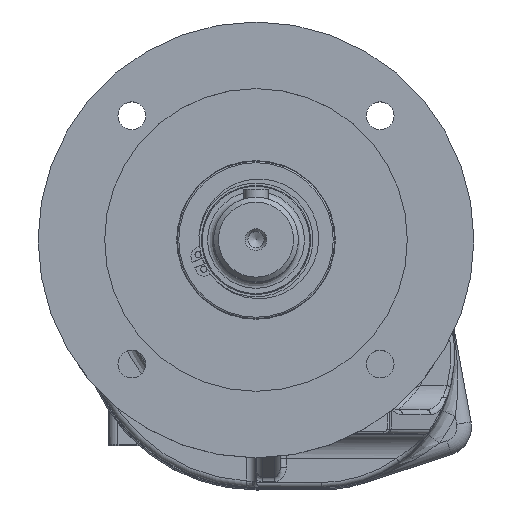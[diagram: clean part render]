
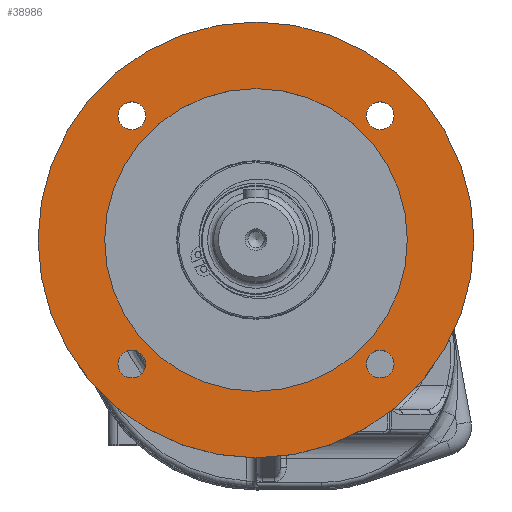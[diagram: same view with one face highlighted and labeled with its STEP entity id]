
A CAD part, top view. The second image highlights one B-rep face of the part: STEP entity #38986.
In plain terms, the highlighted planar face has unit normal (0, 0, 1).
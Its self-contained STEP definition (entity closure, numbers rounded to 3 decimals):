
#38911=CARTESIAN_POINT('',(0.,78.08,200.4));
#38912=VERTEX_POINT('',#38911);
#38913=CARTESIAN_POINT('',(0.,15.58,200.4));
#38914=DIRECTION('',(0.0,0.0,-1.0));
#38915=DIRECTION('',(0.0,1.0,0.0));
#38916=AXIS2_PLACEMENT_3D('',#38913,#38914,#38915);
#38917=CIRCLE('',#38916,62.5);
#38918=EDGE_CURVE('',#38912,#38912,#38917,.T.);
#38923=CARTESIAN_POINT('',(0.,91.83,200.4));
#38924=DIRECTION('',(0.0,0.0,-1.0));
#38925=DIRECTION('',(-1.0,0.0,0.0));
#38926=AXIS2_PLACEMENT_3D('',#38923,#38924,#38925);
#38927=PLANE('',#38926);
#38928=CARTESIAN_POINT('',(0.,105.58,200.4));
#38929=VERTEX_POINT('',#38928);
#38930=CARTESIAN_POINT('',(0.,15.58,200.4));
#38931=DIRECTION('',(0.0,0.0,-1.0));
#38932=DIRECTION('',(0.0,1.0,0.0));
#38933=AXIS2_PLACEMENT_3D('',#38930,#38931,#38932);
#38934=CIRCLE('',#38933,90.);
#38935=EDGE_CURVE('',#38929,#38929,#38934,.T.);
#38936=ORIENTED_EDGE('',*,*,#38935,.F.);
#38937=EDGE_LOOP('',(#38936));
#38938=FACE_OUTER_BOUND('',#38937,.T.);
#38939=CARTESIAN_POINT('',(51.265,-41.435,200.4));
#38940=VERTEX_POINT('',#38939);
#38941=CARTESIAN_POINT('',(51.265,-35.685,200.4));
#38942=DIRECTION('',(0.0,0.0,-1.0));
#38943=DIRECTION('',(0.0,1.0,0.0));
#38944=AXIS2_PLACEMENT_3D('',#38941,#38942,#38943);
#38945=CIRCLE('',#38944,5.75);
#38946=EDGE_CURVE('',#38940,#38940,#38945,.T.);
#38947=ORIENTED_EDGE('',*,*,#38946,.T.);
#38948=EDGE_LOOP('',(#38947));
#38949=FACE_BOUND('',#38948,.T.);
#38950=CARTESIAN_POINT('',(51.265,61.095,200.4));
#38951=VERTEX_POINT('',#38950);
#38952=CARTESIAN_POINT('',(51.265,66.845,200.4));
#38953=DIRECTION('',(0.0,0.0,-1.0));
#38954=DIRECTION('',(0.0,1.0,0.0));
#38955=AXIS2_PLACEMENT_3D('',#38952,#38953,#38954);
#38956=CIRCLE('',#38955,5.75);
#38957=EDGE_CURVE('',#38951,#38951,#38956,.T.);
#38958=ORIENTED_EDGE('',*,*,#38957,.T.);
#38959=EDGE_LOOP('',(#38958));
#38960=FACE_BOUND('',#38959,.T.);
#38961=CARTESIAN_POINT('',(-51.265,-41.435,200.4));
#38962=VERTEX_POINT('',#38961);
#38963=CARTESIAN_POINT('',(-51.265,-35.685,200.4));
#38964=DIRECTION('',(0.0,0.0,-1.0));
#38965=DIRECTION('',(0.0,1.0,0.0));
#38966=AXIS2_PLACEMENT_3D('',#38963,#38964,#38965);
#38967=CIRCLE('',#38966,5.75);
#38968=EDGE_CURVE('',#38962,#38962,#38967,.T.);
#38969=ORIENTED_EDGE('',*,*,#38968,.T.);
#38970=EDGE_LOOP('',(#38969));
#38971=FACE_BOUND('',#38970,.T.);
#38972=CARTESIAN_POINT('',(-51.265,61.095,200.4));
#38973=VERTEX_POINT('',#38972);
#38974=CARTESIAN_POINT('',(-51.265,66.845,200.4));
#38975=DIRECTION('',(0.0,0.0,-1.0));
#38976=DIRECTION('',(0.0,1.0,0.0));
#38977=AXIS2_PLACEMENT_3D('',#38974,#38975,#38976);
#38978=CIRCLE('',#38977,5.75);
#38979=EDGE_CURVE('',#38973,#38973,#38978,.T.);
#38980=ORIENTED_EDGE('',*,*,#38979,.T.);
#38981=EDGE_LOOP('',(#38980));
#38982=FACE_BOUND('',#38981,.T.);
#38983=ORIENTED_EDGE('',*,*,#38918,.T.);
#38984=EDGE_LOOP('',(#38983));
#38985=FACE_BOUND('',#38984,.T.);
#38986=ADVANCED_FACE('',(#38938,#38949,#38960,#38971,#38982,#38985),#38927,.F.);
